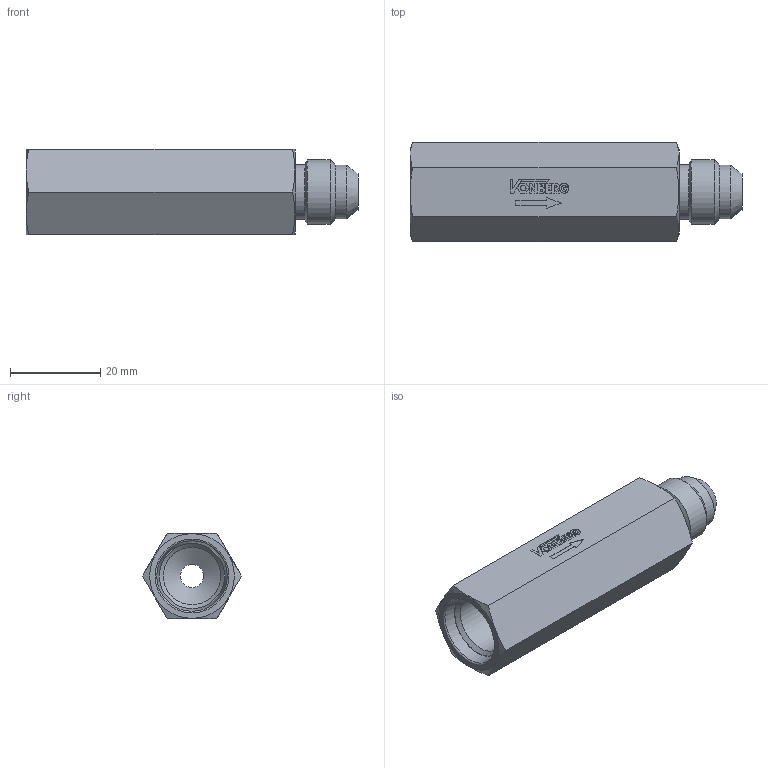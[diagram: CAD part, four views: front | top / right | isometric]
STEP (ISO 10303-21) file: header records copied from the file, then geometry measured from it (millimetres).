
FILE_DESCRIPTION((''),'2;1');
FILE_NAME('28051-206.stp','2015-02-13T15:44:27',('jml'),(''),'Autodesk Inventor 2010','Autodesk Inventor 2010','');
FILE_SCHEMA(('AUTOMOTIVE_DESIGN { 1 0 10303 214 1 1 1 1 }'));
Length unit declared in the file: inch
Products named in the file (1): 220632
Bounding box: 73.66 x 22 x 19.05 mm (x, y, z)
Volume: 17059.9 mm3; surface area: 6575 mm2
Topology: 1 solids, 1 shells, 122 faces, 306 edges, 201 vertices
Faces by surface type: plane 93, cylinder 18, cone 7, bspline 3, torus 1
Full cylindrical faces by diameter (mm): 1.218 x1, 11.963 x1, 12.167 x1, 14.275 x1
Entity records: 3672 total; most frequent: CARTESIAN_POINT 686, ORIENTED_EDGE 578, DIRECTION 564, EDGE_CURVE 289, VECTOR 230, LINE 230, VERTEX_POINT 199, AXIS2_PLACEMENT_3D 167
